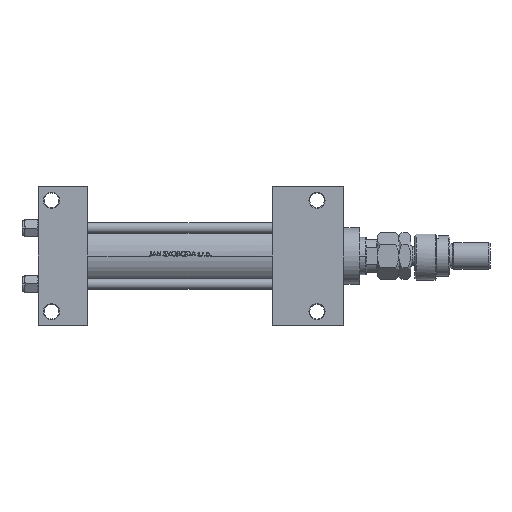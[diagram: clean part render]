
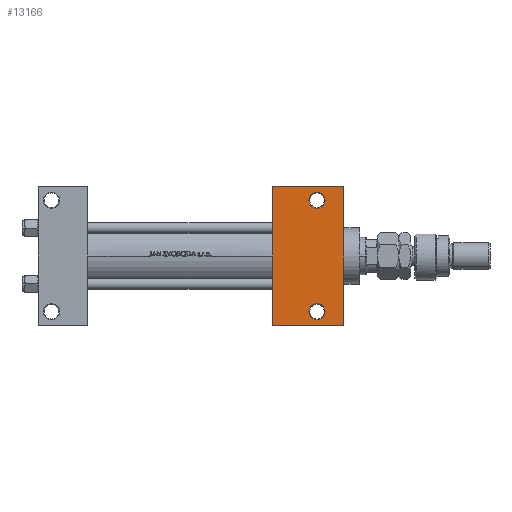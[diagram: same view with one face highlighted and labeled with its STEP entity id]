
A CAD part, front view. The second image highlights one B-rep face of the part: STEP entity #13166.
In plain terms, the highlighted face is planar.
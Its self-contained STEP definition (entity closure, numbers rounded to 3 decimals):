
#815 = CARTESIAN_POINT ( 'NONE',  ( 175., -51.5, -30. ) ) ;
#914 = DIRECTION ( 'NONE',  ( 0., 0., 1. ) ) ;
#1617 = AXIS2_PLACEMENT_3D ( 'NONE', #31552, #11762, #32072 ) ;
#2023 = VERTEX_POINT ( 'NONE', #11838 ) ;
#2364 = EDGE_CURVE ( 'NONE', #44846, #30153, #34145, .T. ) ;
#2690 = ORIENTED_EDGE ( 'NONE', *, *, #21421, .T. ) ;
#3038 = ORIENTED_EDGE ( 'NONE', *, *, #2364, .T. ) ;
#3190 = VERTEX_POINT ( 'NONE', #47381 ) ;
#3395 = CARTESIAN_POINT ( 'NONE',  ( 175., 30., -30. ) ) ;
#3881 = CARTESIAN_POINT ( 'NONE',  ( 228., -51.5, -30. ) ) ;
#4472 = DIRECTION ( 'NONE',  ( 0., 0., 1. ) ) ;
#7073 = VERTEX_POINT ( 'NONE', #45793 ) ;
#7499 = EDGE_CURVE ( 'NONE', #41431, #8951, #19320, .T. ) ;
#8314 = FACE_BOUND ( 'NONE', #14612, .T. ) ;
#8920 = CARTESIAN_POINT ( 'NONE',  ( 208., 41.5, -30. ) ) ;
#8951 = VERTEX_POINT ( 'NONE', #3881 ) ;
#9760 = LINE ( 'NONE', #815, #20271 ) ;
#11762 = DIRECTION ( 'NONE',  ( 0., 0., -1. ) ) ;
#11838 = CARTESIAN_POINT ( 'NONE',  ( 175., -51.5, -30. ) ) ;
#11865 = CARTESIAN_POINT ( 'NONE',  ( 175., 51.5, -30. ) ) ;
#12521 = AXIS2_PLACEMENT_3D ( 'NONE', #39578, #4472, #28216 ) ;
#13166 = ADVANCED_FACE ( 'NONE', ( #8314, #19438, #48172 ), #43441, .T. ) ;
#13363 = CARTESIAN_POINT ( 'NONE',  ( 213.999, -41.5, -30. ) ) ;
#14128 = CIRCLE ( 'NONE', #38558, 5.999 ) ;
#14612 = EDGE_LOOP ( 'NONE', ( #28743, #21119 ) ) ;
#17333 = AXIS2_PLACEMENT_3D ( 'NONE', #45753, #914, #29663 ) ;
#17961 = EDGE_CURVE ( 'NONE', #7073, #2023, #50646, .T. ) ;
#19320 = LINE ( 'NONE', #31440, #46018 ) ;
#19438 = FACE_BOUND ( 'NONE', #46023, .T. ) ;
#19544 = CARTESIAN_POINT ( 'NONE',  ( 228., 51.5, -30. ) ) ;
#20271 = VECTOR ( 'NONE', #40910, 1000. ) ;
#20555 = DIRECTION ( 'NONE',  ( 0., 0., 1. ) ) ;
#21119 = ORIENTED_EDGE ( 'NONE', *, *, #44877, .T. ) ;
#21159 = AXIS2_PLACEMENT_3D ( 'NONE', #8920, #30020, #45333 ) ;
#21421 = EDGE_CURVE ( 'NONE', #30153, #44846, #25200, .T. ) ;
#24602 = VECTOR ( 'NONE', #26373, 1000. ) ;
#25200 = CIRCLE ( 'NONE', #12521, 5.999 ) ;
#25657 = ORIENTED_EDGE ( 'NONE', *, *, #17961, .F. ) ;
#26244 = EDGE_CURVE ( 'NONE', #3190, #43559, #30405, .T. ) ;
#26373 = DIRECTION ( 'NONE',  ( 0., -1., 0. ) ) ;
#28008 = EDGE_CURVE ( 'NONE', #8951, #2023, #9760, .T. ) ;
#28216 = DIRECTION ( 'NONE',  ( 0., 1., 0. ) ) ;
#28743 = ORIENTED_EDGE ( 'NONE', *, *, #26244, .T. ) ;
#29502 = CARTESIAN_POINT ( 'NONE',  ( 213.999, 41.5, -30. ) ) ;
#29663 = DIRECTION ( 'NONE',  ( 0., 1., 0. ) ) ;
#30020 = DIRECTION ( 'NONE',  ( 0., 0., 1. ) ) ;
#30153 = VERTEX_POINT ( 'NONE', #13363 ) ;
#30405 = CIRCLE ( 'NONE', #21159, 5.999 ) ;
#31440 = CARTESIAN_POINT ( 'NONE',  ( 228., 30., -30. ) ) ;
#31552 = CARTESIAN_POINT ( 'NONE',  ( 228., 30., -30. ) ) ;
#31649 = DIRECTION ( 'NONE',  ( 1., 0., 0. ) ) ;
#32072 = DIRECTION ( 'NONE',  ( 0., 1., 0. ) ) ;
#34145 = CIRCLE ( 'NONE', #17333, 5.999 ) ;
#35497 = ORIENTED_EDGE ( 'NONE', *, *, #49657, .T. ) ;
#36888 = VECTOR ( 'NONE', #31649, 1000. ) ;
#37166 = CARTESIAN_POINT ( 'NONE',  ( 208., 41.5, -30. ) ) ;
#38558 = AXIS2_PLACEMENT_3D ( 'NONE', #37166, #20555, #40608 ) ;
#39578 = CARTESIAN_POINT ( 'NONE',  ( 208., -41.5, -30. ) ) ;
#40608 = DIRECTION ( 'NONE',  ( 0., 1., 0. ) ) ;
#40910 = DIRECTION ( 'NONE',  ( -1., 0., 0. ) ) ;
#41431 = VERTEX_POINT ( 'NONE', #19544 ) ;
#43441 = PLANE ( 'NONE',  #1617 ) ;
#43559 = VERTEX_POINT ( 'NONE', #29502 ) ;
#44846 = VERTEX_POINT ( 'NONE', #49577 ) ;
#44877 = EDGE_CURVE ( 'NONE', #43559, #3190, #14128, .T. ) ;
#44907 = ORIENTED_EDGE ( 'NONE', *, *, #28008, .T. ) ;
#45333 = DIRECTION ( 'NONE',  ( 0., 1., 0. ) ) ;
#45753 = CARTESIAN_POINT ( 'NONE',  ( 208., -41.5, -30. ) ) ;
#45793 = CARTESIAN_POINT ( 'NONE',  ( 175., 51.5, -30. ) ) ;
#46018 = VECTOR ( 'NONE', #47544, 1000. ) ;
#46023 = EDGE_LOOP ( 'NONE', ( #3038, #2690 ) ) ;
#46732 = ORIENTED_EDGE ( 'NONE', *, *, #7499, .T. ) ;
#47381 = CARTESIAN_POINT ( 'NONE',  ( 202.001, 41.5, -30. ) ) ;
#47544 = DIRECTION ( 'NONE',  ( 0., -1., 0. ) ) ;
#48172 = FACE_OUTER_BOUND ( 'NONE', #51286, .T. ) ;
#49577 = CARTESIAN_POINT ( 'NONE',  ( 202.001, -41.5, -30. ) ) ;
#49657 = EDGE_CURVE ( 'NONE', #7073, #41431, #51972, .T. ) ;
#50646 = LINE ( 'NONE', #3395, #24602 ) ;
#51286 = EDGE_LOOP ( 'NONE', ( #25657, #35497, #46732, #44907 ) ) ;
#51972 = LINE ( 'NONE', #11865, #36888 ) ;
